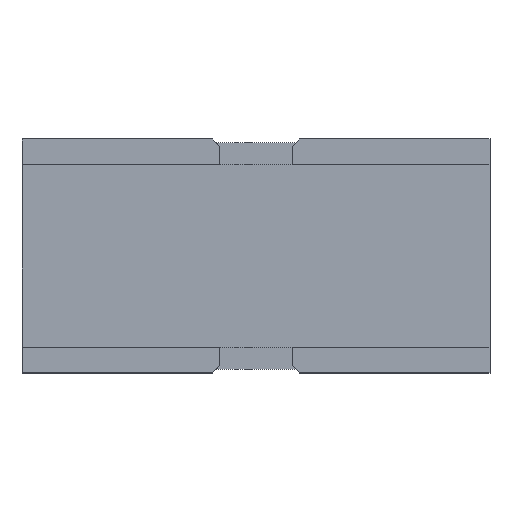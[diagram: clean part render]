
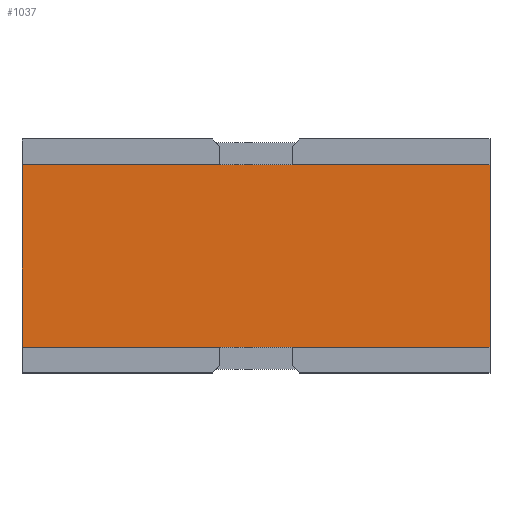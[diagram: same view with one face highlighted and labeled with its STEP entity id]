
A CAD part, top view. The second image highlights one B-rep face of the part: STEP entity #1037.
In plain terms, the highlighted planar face has unit normal (0, 0, 1).
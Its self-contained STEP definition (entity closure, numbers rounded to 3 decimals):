
#41=FACE_OUTER_BOUND($,#101,.T.);
#101=EDGE_LOOP($,(#755,#756,#757,#758));
#185=LINE($,#1510,#329);
#186=LINE($,#1512,#330);
#187=LINE($,#1514,#331);
#188=LINE($,#1515,#332);
#329=VECTOR($,#1234,6.4);
#330=VECTOR($,#1235,2.5);
#331=VECTOR($,#1236,6.4);
#332=VECTOR($,#1237,2.5);
#459=VERTEX_POINT($,#1508);
#460=VERTEX_POINT($,#1509);
#461=VERTEX_POINT($,#1511);
#462=VERTEX_POINT($,#1513);
#569=EDGE_CURVE($,#459,#460,#185,.T.);
#570=EDGE_CURVE($,#461,#459,#186,.T.);
#571=EDGE_CURVE($,#462,#461,#187,.T.);
#572=EDGE_CURVE($,#460,#462,#188,.T.);
#755=ORIENTED_EDGE($,*,*,#569,.F.);
#756=ORIENTED_EDGE($,*,*,#570,.F.);
#757=ORIENTED_EDGE($,*,*,#571,.F.);
#758=ORIENTED_EDGE($,*,*,#572,.F.);
#977=PLANE($,#1110);
#1037=ADVANCED_FACE($,(#41),#977,.F.);
#1110=AXIS2_PLACEMENT_3D($,#1507,#1232,#1233);
#1232=DIRECTION('center_axis',(0.,0.,-1.));
#1233=DIRECTION('ref_axis',(0.,1.,0.));
#1234=DIRECTION($,(-1.,0.,0.));
#1235=DIRECTION($,(0.,-1.,0.));
#1236=DIRECTION($,(1.,0.,0.));
#1237=DIRECTION($,(0.,1.,0.));
#1507=CARTESIAN_POINT('Origin',(-3.2,1.25,0.7));
#1508=CARTESIAN_POINT('',(3.2,-1.25,0.7));
#1509=CARTESIAN_POINT('',(-3.2,-1.25,0.7));
#1510=CARTESIAN_POINT($,(-3.2,-1.25,0.7));
#1511=CARTESIAN_POINT('',(3.2,1.25,0.7));
#1512=CARTESIAN_POINT($,(3.2,1.25,0.7));
#1513=CARTESIAN_POINT('',(-3.2,1.25,0.7));
#1514=CARTESIAN_POINT($,(-3.2,1.25,0.7));
#1515=CARTESIAN_POINT($,(-3.2,1.25,0.7));
